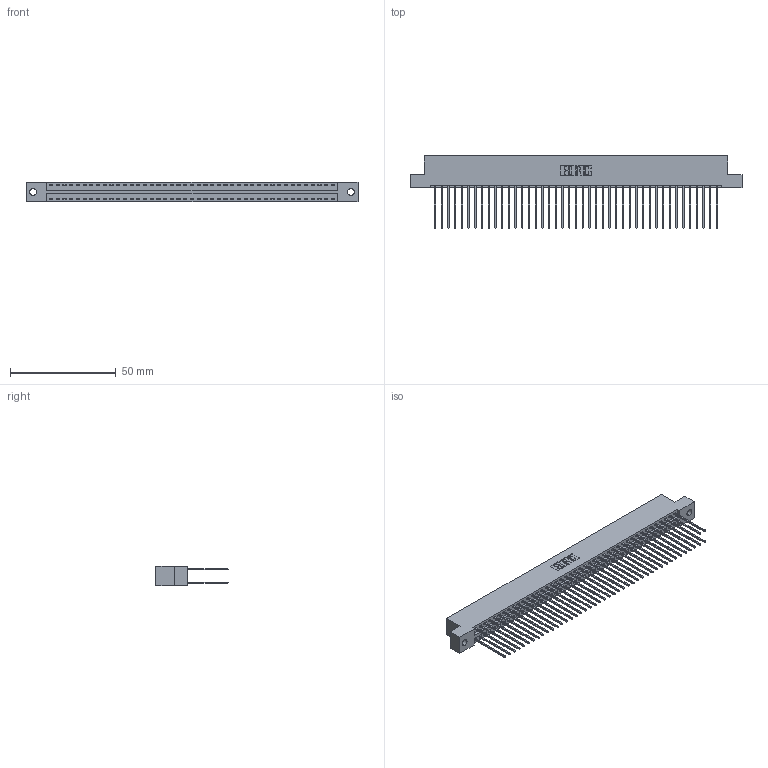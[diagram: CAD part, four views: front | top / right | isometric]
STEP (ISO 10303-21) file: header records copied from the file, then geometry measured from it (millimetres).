
FILE_DESCRIPTION (( 'STEP AP203' ), '1' );
FILE_NAME ('396-086-541-202.STEP', '2018-09-10T03:38:46', ( '' ), ( '' ), 'SwSTEP 2.0', 'SolidWorks 2016', '' );
FILE_SCHEMA (( 'CONFIG_CONTROL_DESIGN' ));
Length unit declared in the file: inch
Products named in the file (3): 346 Part_Flush Mounting Lugs - 0.128 Dia; 345-292-001_345-293-141; 396-086-541-202
Assembly tree (87 placements, depth 2):
  396-086-541-202
    346 Part_Flush Mounting Lugs - 0.128 Dia
    345-292-001_345-293-141  x86
Bounding box: 157.1 x 34.29 x 9.4 mm (x, y, z)
Volume: 15783.6 mm3; surface area: 23808.3 mm2
Topology: 87 solids, 87 shells, 4594 faces, 13659 edges, 8990 vertices
Faces by surface type: plane 3086, cylinder 1508
Entity records: 27949 total; most frequent: CARTESIAN_POINT 4604, ORIENTED_EDGE 4538, DIRECTION 4109, EDGE_CURVE 2269, VECTOR 1965, LINE 1965, VERTEX_POINT 1510, AXIS2_PLACEMENT_3D 1072
